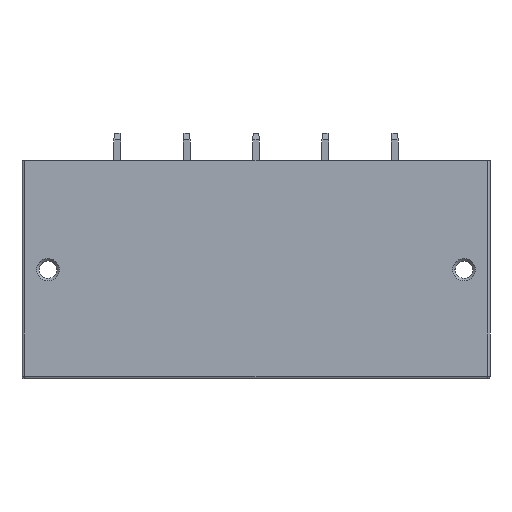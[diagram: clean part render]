
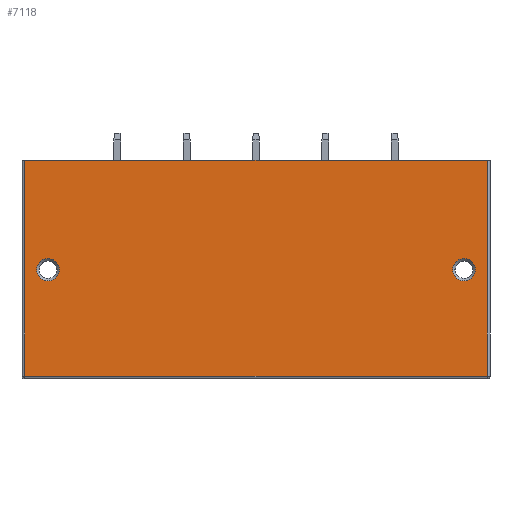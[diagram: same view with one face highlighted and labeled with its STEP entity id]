
A CAD part, left-side view. The second image highlights one B-rep face of the part: STEP entity #7118.
In plain terms, the highlighted planar face has unit normal (-1, 0, 0).
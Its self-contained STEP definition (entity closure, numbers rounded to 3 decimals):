
#284=DIRECTION('',(0.,1.,0.));
#285=VECTOR('',#284,67.76);
#286=CARTESIAN_POINT('',(-6.7,-60.2,16.));
#287=LINE('',#286,#285);
#1612=CARTESIAN_POINT('',(-6.7,4.16,0.));
#1613=DIRECTION('',(1.,0.,0.));
#1614=DIRECTION('',(0.,-1.,0.));
#1615=AXIS2_PLACEMENT_3D('',#1612,#1613,#1614);
#1617=CARTESIAN_POINT('',(-6.7,4.16,0.));
#1618=DIRECTION('',(1.,0.,0.));
#1619=DIRECTION('',(0.,1.,0.));
#1620=AXIS2_PLACEMENT_3D('',#1617,#1618,#1619);
#1622=CARTESIAN_POINT('',(-6.7,-56.8,0.));
#1623=DIRECTION('',(-1.,0.,0.));
#1624=DIRECTION('',(0.,1.,0.));
#1625=AXIS2_PLACEMENT_3D('',#1622,#1623,#1624);
#1627=CARTESIAN_POINT('',(-6.7,-56.8,0.));
#1628=DIRECTION('',(-1.,0.,0.));
#1629=DIRECTION('',(0.,-1.,0.));
#1630=AXIS2_PLACEMENT_3D('',#1627,#1628,#1629);
#1632=DIRECTION('',(0.,0.,-1.));
#1633=VECTOR('',#1632,31.6);
#1634=CARTESIAN_POINT('',(-6.7,-60.2,16.));
#1635=LINE('',#1634,#1633);
#1636=DIRECTION('',(0.,0.,1.));
#1637=VECTOR('',#1636,31.6);
#1638=CARTESIAN_POINT('',(-6.7,7.56,-15.6));
#1639=LINE('',#1638,#1637);
#1725=DIRECTION('',(0.,-1.,0.));
#1726=VECTOR('',#1725,67.76);
#1727=CARTESIAN_POINT('',(-6.7,7.56,-15.6));
#1728=LINE('',#1727,#1726);
#4417=CARTESIAN_POINT('',(-6.7,2.51,0.));
#4418=CARTESIAN_POINT('',(-6.7,5.81,0.));
#4419=VERTEX_POINT('',#4417);
#4420=VERTEX_POINT('',#4418);
#4452=CARTESIAN_POINT('',(-6.7,7.56,16.));
#4454=VERTEX_POINT('',#4452);
#4455=CARTESIAN_POINT('',(-6.7,7.56,-15.6));
#4456=VERTEX_POINT('',#4455);
#4527=CARTESIAN_POINT('',(-6.7,-55.15,0.));
#4528=CARTESIAN_POINT('',(-6.7,-58.45,0.));
#4529=VERTEX_POINT('',#4527);
#4530=VERTEX_POINT('',#4528);
#4563=CARTESIAN_POINT('',(-6.7,-60.2,-15.6));
#4564=VERTEX_POINT('',#4563);
#4565=CARTESIAN_POINT('',(-6.7,-60.2,16.));
#4567=VERTEX_POINT('',#4565);
#7096=CARTESIAN_POINT('',(-6.7,0.,-15.6));
#7097=DIRECTION('',(-1.,0.,0.));
#7098=DIRECTION('',(0.,0.,1.));
#7099=AXIS2_PLACEMENT_3D('',#7096,#7097,#7098);
#7100=PLANE('',#7099);
#7102=ORIENTED_EDGE('',*,*,#7101,.T.);
#7104=ORIENTED_EDGE('',*,*,#7103,.F.);
#7106=ORIENTED_EDGE('',*,*,#7105,.T.);
#7107=ORIENTED_EDGE('',*,*,#4580,.F.);
#7108=EDGE_LOOP('',(#7102,#7104,#7106,#7107));
#7109=FACE_OUTER_BOUND('',#7108,.F.);
#7110=ORIENTED_EDGE('',*,*,#6880,.T.);
#7111=ORIENTED_EDGE('',*,*,#6936,.T.);
#7112=EDGE_LOOP('',(#7110,#7111));
#7113=FACE_BOUND('',#7112,.F.);
#7114=ORIENTED_EDGE('',*,*,#6784,.F.);
#7115=ORIENTED_EDGE('',*,*,#6813,.F.);
#7116=EDGE_LOOP('',(#7114,#7115));
#7117=FACE_BOUND('',#7116,.F.);
#1616=CIRCLE('',#1615,1.65);
#1621=CIRCLE('',#1620,1.65);
#1626=CIRCLE('',#1625,1.65);
#1631=CIRCLE('',#1630,1.65);
#4580=EDGE_CURVE('',#4567,#4454,#287,.T.);
#6784=EDGE_CURVE('',#4419,#4420,#1616,.T.);
#6813=EDGE_CURVE('',#4420,#4419,#1621,.T.);
#6880=EDGE_CURVE('',#4529,#4530,#1626,.T.);
#6936=EDGE_CURVE('',#4530,#4529,#1631,.T.);
#7101=EDGE_CURVE('',#4567,#4564,#1635,.T.);
#7103=EDGE_CURVE('',#4456,#4564,#1728,.T.);
#7105=EDGE_CURVE('',#4456,#4454,#1639,.T.);
#7118=ADVANCED_FACE('',(#7109,#7113,#7117),#7100,.T.);
